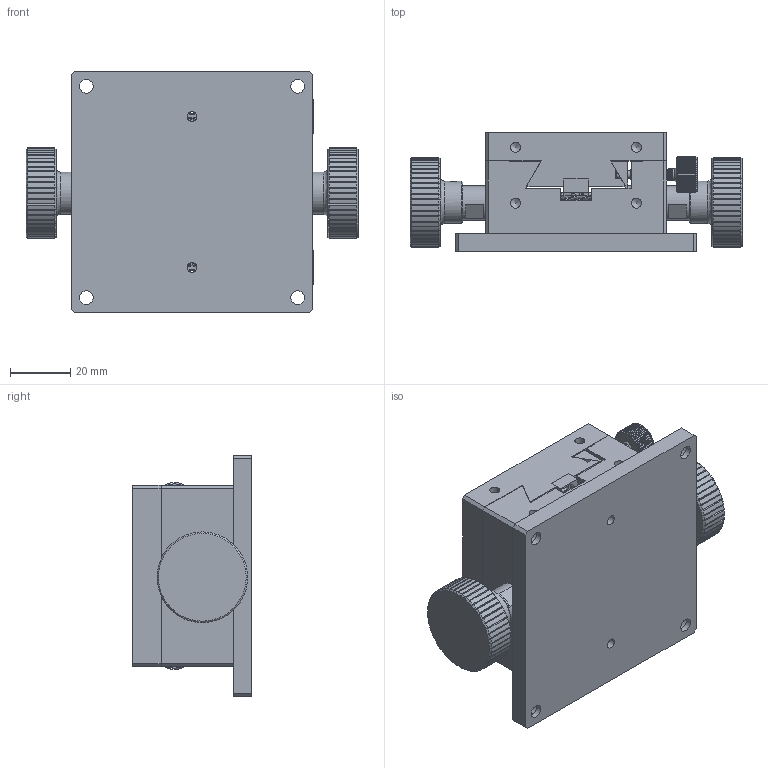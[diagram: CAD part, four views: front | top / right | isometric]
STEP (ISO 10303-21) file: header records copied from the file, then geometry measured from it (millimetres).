
FILE_DESCRIPTION (( 'STEP AP203' ), '1' );
FILE_NAME ('528747.STEP', '2024-10-14T09:52:34', ( 'Windows User' ), ( 'P R C' ), 'SwSTEP 2.0', 'SolidWorks 2020', '' );
FILE_SCHEMA (( 'CONFIG_CONTROL_DESIGN' ));
Products named in the file (1): 528747
Bounding box: 110 x 39.5 x 80 mm (x, y, z)
Volume: 166362.5 mm3; surface area: 65221 mm2
Topology: 12 solids, 12 shells, 1552 faces, 3717 edges, 2202 vertices
Faces by surface type: plane 742, cone 439, cylinder 332, bspline 39
Full cylindrical faces by diameter (mm): 2.05 x3, 2.5 x17, 2.9 x2, 3.3 x22, 3.4 x2, 4 x38, 4.5 x6, 5 x3, 6 x2, 7 x5, 8 x6, 11.5 x2, 12.2 x2, 14 x2, 15 x1
Entity records: 166443 total; most frequent: CARTESIAN_POINT 133807, ORIENTED_EDGE 6864, DIRECTION 6457, EDGE_CURVE 3432, AXIS2_PLACEMENT_3D 2529, VERTEX_POINT 2073, EDGE_LOOP 1727, FACE_OUTER_BOUND 1593
